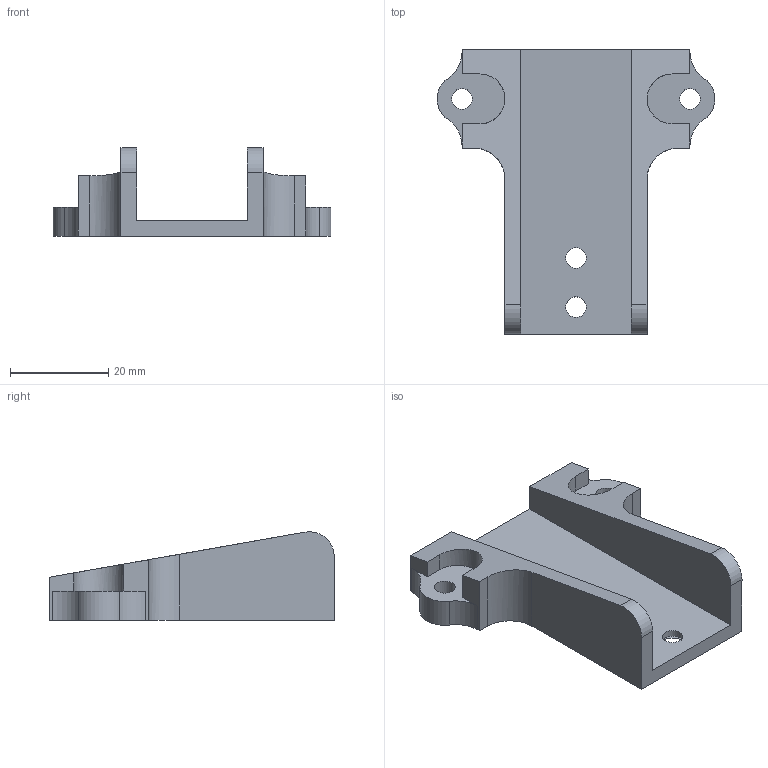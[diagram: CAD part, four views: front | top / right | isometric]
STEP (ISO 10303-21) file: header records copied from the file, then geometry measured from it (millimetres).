
FILE_DESCRIPTION(/* description */ (''),/* implementation_level */ '2;1');
FILE_NAME(/* name */ 'Load Cell Mount.step',/* time_stamp */ '2023-01-08T16:34:36-05:00',/* author */ (''),/* organization */ (''),/* preprocessor_version */ 'ST-DEVELOPER v19.2',/* originating_system */ 'Autodesk Translation Framework v11.17.0.187',/* authorisation */ '');
FILE_SCHEMA (('AUTOMOTIVE_DESIGN { 1 0 10303 214 3 1 1 }'));
Length unit declared in the file: millimetre
Products named in the file (1): Load Cell Mount
Bounding box: 56.53 x 57.87 x 17.99 mm (x, y, z)
Volume: 12600.2 mm3; surface area: 7949.8 mm2
Topology: 1 solids, 1 shells, 44 faces, 122 edges, 80 vertices
Faces by surface type: plane 22, cylinder 20, cone 2
Full cylindrical faces by diameter (mm): 4.2 x4, 7.8 x2
Entity records: 1461 total; most frequent: DIRECTION 250, CARTESIAN_POINT 247, ORIENTED_EDGE 244, EDGE_CURVE 122, LINE 84, VECTOR 84, AXIS2_PLACEMENT_3D 83, VERTEX_POINT 80
